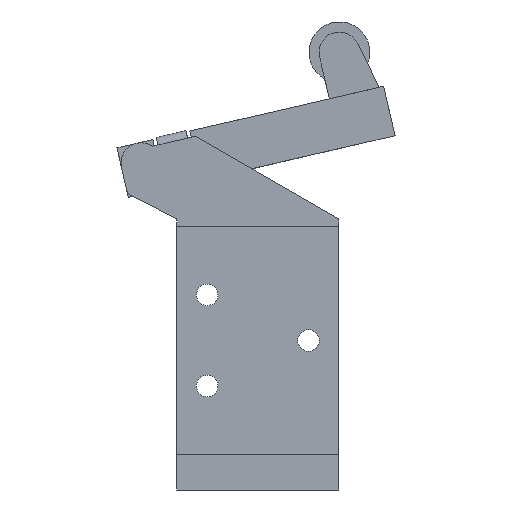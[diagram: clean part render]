
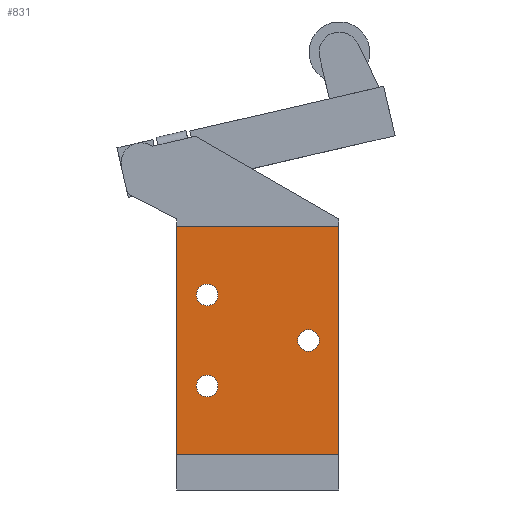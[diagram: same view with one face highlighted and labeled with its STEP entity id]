
A CAD part, front view. The second image highlights one B-rep face of the part: STEP entity #831.
In plain terms, the highlighted planar face has unit normal (0, -1, 0).
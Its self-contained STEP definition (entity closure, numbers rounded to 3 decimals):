
#351=CARTESIAN_POINT('',(-7.875,-9.,-9.0));
#352=VERTEX_POINT('',#351);
#353=CARTESIAN_POINT('',(-10.,-9.,-9.0));
#354=DIRECTION('',(0.0,1.0,0.0));
#355=DIRECTION('',(-1.0,0.0,0.0));
#356=AXIS2_PLACEMENT_3D('',#353,#354,#355);
#357=CIRCLE('',#356,2.125);
#358=EDGE_CURVE('',#352,#352,#357,.T.);
#379=CARTESIAN_POINT('',(-7.875,-9.,9.0));
#380=VERTEX_POINT('',#379);
#381=CARTESIAN_POINT('',(-10.,-9.,9.0));
#382=DIRECTION('',(0.0,1.0,0.0));
#383=DIRECTION('',(-1.0,0.0,0.0));
#384=AXIS2_PLACEMENT_3D('',#381,#382,#383);
#385=CIRCLE('',#384,2.125);
#386=EDGE_CURVE('',#380,#380,#385,.T.);
#407=CARTESIAN_POINT('',(12.125,-9.,0.));
#408=VERTEX_POINT('',#407);
#409=CARTESIAN_POINT('',(10.,-9.,0.0));
#410=DIRECTION('',(0.0,1.0,0.0));
#411=DIRECTION('',(-1.0,0.0,0.0));
#412=AXIS2_PLACEMENT_3D('',#409,#410,#411);
#413=CIRCLE('',#412,2.125);
#414=EDGE_CURVE('',#408,#408,#413,.T.);
#723=CARTESIAN_POINT('',(-16.,-9.0,-22.5));
#724=VERTEX_POINT('',#723);
#739=CARTESIAN_POINT('',(16.,-9.,-22.5));
#740=VERTEX_POINT('',#739);
#747=CARTESIAN_POINT('',(-16.,-9.0,-22.5));
#748=DIRECTION('',(1.0,0.0,0.0));
#749=VECTOR('',#748,32.0);
#750=LINE('',#747,#749);
#751=EDGE_CURVE('',#724,#740,#750,.T.);
#769=CARTESIAN_POINT('',(16.,-9.,22.5));
#770=VERTEX_POINT('',#769);
#777=CARTESIAN_POINT('',(16.,-9.,22.5));
#778=DIRECTION('',(0.0,0.0,-1.0));
#779=VECTOR('',#778,45.0);
#780=LINE('',#777,#779);
#781=EDGE_CURVE('',#770,#740,#780,.T.);
#799=CARTESIAN_POINT('',(16.,-9.,0.0));
#800=DIRECTION('',(0.0,-1.0,0.0));
#801=DIRECTION('',(0.0,0.0,-1.0));
#802=AXIS2_PLACEMENT_3D('',#799,#800,#801);
#803=PLANE('',#802);
#804=CARTESIAN_POINT('',(-16.,-9.0,22.5));
#805=VERTEX_POINT('',#804);
#806=CARTESIAN_POINT('',(16.,-9.,22.5));
#807=DIRECTION('',(-1.0,0.0,0.0));
#808=VECTOR('',#807,32.0);
#809=LINE('',#806,#808);
#810=EDGE_CURVE('',#770,#805,#809,.T.);
#811=ORIENTED_EDGE('',*,*,#810,.T.);
#812=CARTESIAN_POINT('',(-16.,-9.0,22.5));
#813=DIRECTION('',(0.0,0.0,-1.0));
#814=VECTOR('',#813,45.0);
#815=LINE('',#812,#814);
#816=EDGE_CURVE('',#805,#724,#815,.T.);
#817=ORIENTED_EDGE('',*,*,#816,.T.);
#818=ORIENTED_EDGE('',*,*,#751,.T.);
#819=ORIENTED_EDGE('',*,*,#781,.F.);
#820=EDGE_LOOP('',(#811,#817,#818,#819));
#821=FACE_OUTER_BOUND('',#820,.T.);
#822=ORIENTED_EDGE('',*,*,#358,.T.);
#823=EDGE_LOOP('',(#822));
#824=FACE_BOUND('',#823,.T.);
#825=ORIENTED_EDGE('',*,*,#386,.T.);
#826=EDGE_LOOP('',(#825));
#827=FACE_BOUND('',#826,.T.);
#828=ORIENTED_EDGE('',*,*,#414,.T.);
#829=EDGE_LOOP('',(#828));
#830=FACE_BOUND('',#829,.T.);
#831=ADVANCED_FACE('',(#821,#824,#827,#830),#803,.T.);
